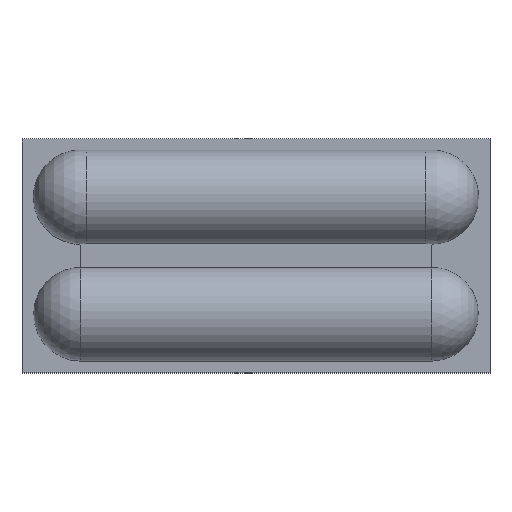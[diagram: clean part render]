
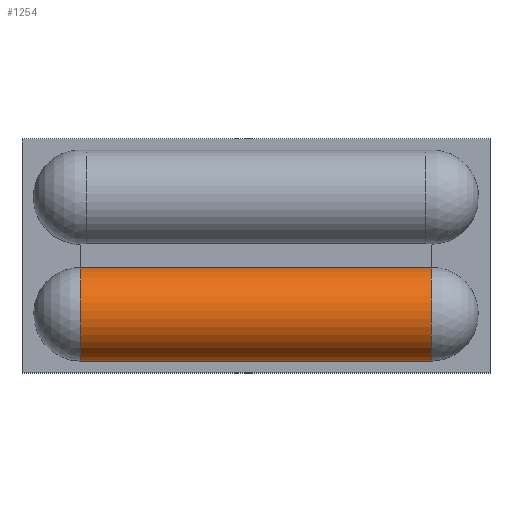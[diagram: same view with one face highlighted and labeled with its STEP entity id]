
A CAD part, top view. The second image highlights one B-rep face of the part: STEP entity #1254.
In plain terms, the highlighted cylindrical face has radius 4 mm (diameter 8 mm), a partial arc.
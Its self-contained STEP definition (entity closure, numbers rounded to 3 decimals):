
#33=CYLINDRICAL_SURFACE('',#1380,4.);
#70=FACE_OUTER_BOUND('',#136,.T.);
#136=EDGE_LOOP('',(#962,#963,#964,#965));
#245=LINE('',#2046,#361);
#251=LINE('',#2090,#367);
#361=VECTOR('',#1635,10.);
#367=VECTOR('',#1685,10.);
#451=CIRCLE('',#1381,4.);
#452=CIRCLE('',#1382,4.);
#543=VERTEX_POINT('',#2030);
#549=VERTEX_POINT('',#2044);
#564=VERTEX_POINT('',#2087);
#565=VERTEX_POINT('',#2089);
#700=EDGE_CURVE('',#543,#549,#245,.T.);
#721=EDGE_CURVE('',#549,#564,#451,.T.);
#722=EDGE_CURVE('',#564,#565,#251,.T.);
#723=EDGE_CURVE('',#543,#565,#452,.T.);
#962=ORIENTED_EDGE('',*,*,#700,.T.);
#963=ORIENTED_EDGE('',*,*,#721,.T.);
#964=ORIENTED_EDGE('',*,*,#722,.T.);
#965=ORIENTED_EDGE('',*,*,#723,.F.);
#1254=ADVANCED_FACE('',(#70),#33,.T.);
#1380=AXIS2_PLACEMENT_3D('',#2086,#1681,#1682);
#1381=AXIS2_PLACEMENT_3D('',#2088,#1683,#1684);
#1382=AXIS2_PLACEMENT_3D('',#2091,#1686,#1687);
#1635=DIRECTION('',(-1.,0.,0.));
#1681=DIRECTION('center_axis',(1.,0.,0.));
#1682=DIRECTION('ref_axis',(0.,-0.661,0.751));
#1683=DIRECTION('center_axis',(1.,0.,0.));
#1684=DIRECTION('ref_axis',(0.,0.25,-0.968));
#1685=DIRECTION('',(1.,0.,0.));
#1686=DIRECTION('center_axis',(1.,0.,0.));
#1687=DIRECTION('ref_axis',(0.,0.25,-0.968));
#2030=CARTESIAN_POINT('',(35.,8.969,15.5));
#2044=CARTESIAN_POINT('',(5.,8.969,15.5));
#2046=CARTESIAN_POINT('',(5.,8.969,15.5));
#2086=CARTESIAN_POINT('Origin',(5.,5.,15.));
#2087=CARTESIAN_POINT('',(5.,4.,11.127));
#2088=CARTESIAN_POINT('Origin',(5.,5.,15.));
#2089=CARTESIAN_POINT('',(35.,4.,11.127));
#2090=CARTESIAN_POINT('',(5.,4.,11.127));
#2091=CARTESIAN_POINT('Origin',(35.,5.,15.));
